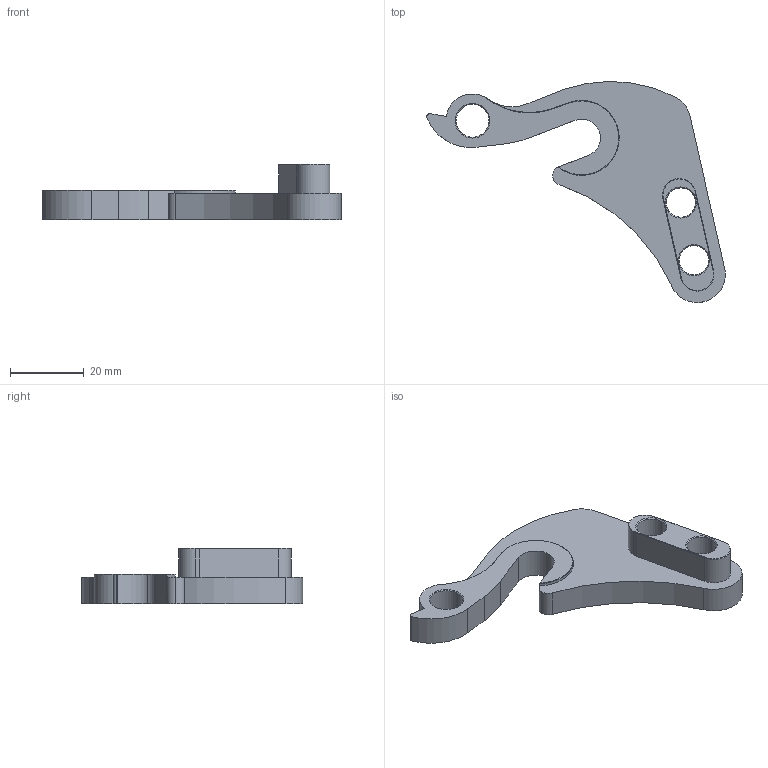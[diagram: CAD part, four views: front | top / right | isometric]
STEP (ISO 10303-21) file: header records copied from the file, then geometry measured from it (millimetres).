
FILE_DESCRIPTION (( 'STEP AP214' ), '1' );
FILE_NAME ('DR4006.STEP', '2025-06-30T18:10:12', ( '' ), ( '' ), 'SwSTEP 2.0', 'SolidWorks 2023', '' );
FILE_SCHEMA (( 'AUTOMOTIVE_DESIGN' ));
Length unit declared in the file: inch
Products named in the file (1): DR4006
Bounding box: 80.91 x 59.88 x 14.99 mm (x, y, z)
Volume: 14134.1 mm3; surface area: 7029.4 mm2
Topology: 1 solids, 1 shells, 52 faces, 133 edges, 84 vertices
Faces by surface type: cylinder 24, plane 17, cone 11
Entity records: 1627 total; most frequent: DIRECTION 294, CARTESIAN_POINT 282, ORIENTED_EDGE 266, EDGE_CURVE 133, AXIS2_PLACEMENT_3D 112, VERTEX_POINT 84, VECTOR 70, LINE 70
